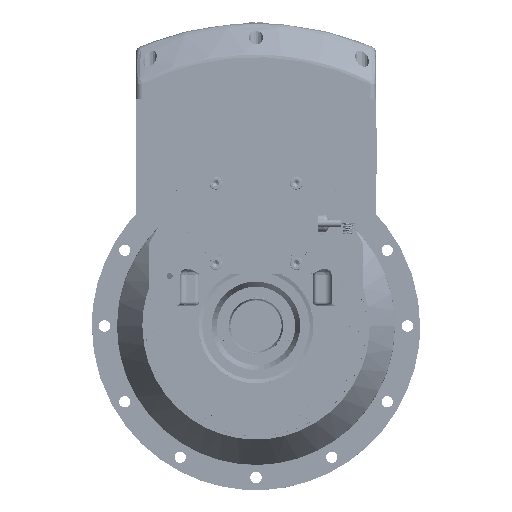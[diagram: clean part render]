
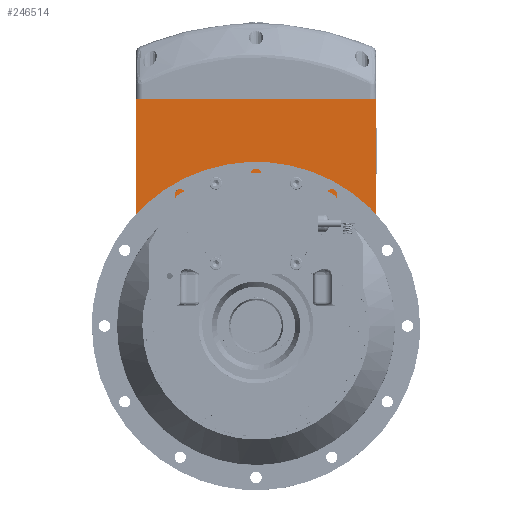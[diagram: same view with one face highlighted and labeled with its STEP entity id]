
A CAD part, top view. The second image highlights one B-rep face of the part: STEP entity #246514.
In plain terms, the highlighted free-form (B-spline) face has degree [1, 1] with [2, 2] control points.
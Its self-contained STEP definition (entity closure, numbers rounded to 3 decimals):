
#221431 = VERTEX_POINT('',#221432);
#221432 = CARTESIAN_POINT('',(0.,132.053,
    297.78));
#221439 = EDGE_CURVE('',#221431,#221440,#221442,.T.);
#221440 = VERTEX_POINT('',#221441);
#221441 = CARTESIAN_POINT('',(-125.395,41.402,
    297.78));
#221442 = ( BOUNDED_CURVE() B_SPLINE_CURVE(2,(#221443,#221444,#221445),
.UNSPECIFIED.,.F.,.F.) B_SPLINE_CURVE_WITH_KNOTS((3,3),(0.,
1.252),.PIECEWISE_BEZIER_KNOTS.) CURVE() 
GEOMETRIC_REPRESENTATION_ITEM() RATIONAL_B_SPLINE_CURVE((1.,
0.81,1.)) REPRESENTATION_ITEM('') );
#221443 = CARTESIAN_POINT('',(0.,132.053,
    297.78));
#221444 = CARTESIAN_POINT('',(-95.465,132.053,
    297.78));
#221445 = CARTESIAN_POINT('',(-125.395,41.402,
    297.78));
#243722 = VERTEX_POINT('',#243723);
#243723 = CARTESIAN_POINT('',(125.395,237.696,
    297.78));
#243729 = EDGE_CURVE('',#243730,#243722,#243732,.T.);
#243730 = VERTEX_POINT('',#243731);
#243731 = CARTESIAN_POINT('',(125.395,41.402,
    297.78));
#243732 = B_SPLINE_CURVE_WITH_KNOTS('',1,(#243733,#243734),
  .UNSPECIFIED.,.F.,.F.,(2,2),(-78.648,70.),
  .PIECEWISE_BEZIER_KNOTS.);
#243733 = CARTESIAN_POINT('',(125.395,41.402,
    297.78));
#243734 = CARTESIAN_POINT('',(125.395,237.696,
    297.78));
#244070 = VERTEX_POINT('',#244071);
#244071 = CARTESIAN_POINT('',(-125.395,237.696,
    297.78));
#244081 = EDGE_CURVE('',#244070,#221440,#244082,.T.);
#244082 = B_SPLINE_CURVE_WITH_KNOTS('',1,(#244083,#244084),
  .UNSPECIFIED.,.F.,.F.,(2,2),(3.,151.648),
  .PIECEWISE_BEZIER_KNOTS.);
#244083 = CARTESIAN_POINT('',(-125.395,237.696,
    297.78));
#244084 = CARTESIAN_POINT('',(-125.395,41.402,
    297.78));
#246502 = EDGE_CURVE('',#243730,#221431,#246503,.T.);
#246503 = ( BOUNDED_CURVE() B_SPLINE_CURVE(2,(#246504,#246505,#246506),
.UNSPECIFIED.,.F.,.F.) B_SPLINE_CURVE_WITH_KNOTS((3,3),(5.031,
6.283),.PIECEWISE_BEZIER_KNOTS.) CURVE() 
GEOMETRIC_REPRESENTATION_ITEM() RATIONAL_B_SPLINE_CURVE((1.,
0.81,1.)) REPRESENTATION_ITEM('') );
#246504 = CARTESIAN_POINT('',(125.395,41.402,
    297.78));
#246505 = CARTESIAN_POINT('',(95.465,132.053,
    297.78));
#246506 = CARTESIAN_POINT('',(0.,132.053,
    297.78));
#246514 = ADVANCED_FACE('',(#246515),#246526,.F.);
#246515 = FACE_BOUND('',#246516,.T.);
#246516 = EDGE_LOOP('',(#246517,#246518,#246523,#246524,#246525));
#246517 = ORIENTED_EDGE('',*,*,#243729,.T.);
#246518 = ORIENTED_EDGE('',*,*,#246519,.T.);
#246519 = EDGE_CURVE('',#243722,#244070,#246520,.T.);
#246520 = B_SPLINE_CURVE_WITH_KNOTS('',1,(#246521,#246522),
  .UNSPECIFIED.,.F.,.F.,(2,2),(-94.958,94.958),
  .PIECEWISE_BEZIER_KNOTS.);
#246521 = CARTESIAN_POINT('',(125.395,237.696,
    297.78));
#246522 = CARTESIAN_POINT('',(-125.395,237.696,
    297.78));
#246523 = ORIENTED_EDGE('',*,*,#244081,.T.);
#246524 = ORIENTED_EDGE('',*,*,#221439,.F.);
#246525 = ORIENTED_EDGE('',*,*,#246502,.F.);
#246526 = B_SPLINE_SURFACE_WITH_KNOTS('',1,1,(
    (#246527,#246528)
    ,(#246529,#246530
    )),.UNSPECIFIED.,.F.,.F.,.F.,(2,2),(2,2),(-80.,68.648),(
    -94.958,94.958),.PIECEWISE_BEZIER_KNOTS.);
#246527 = CARTESIAN_POINT('',(125.395,237.696,
    297.78));
#246528 = CARTESIAN_POINT('',(-125.395,237.696,
    297.78));
#246529 = CARTESIAN_POINT('',(125.395,41.402,
    297.78));
#246530 = CARTESIAN_POINT('',(-125.395,41.402,
    297.78));
